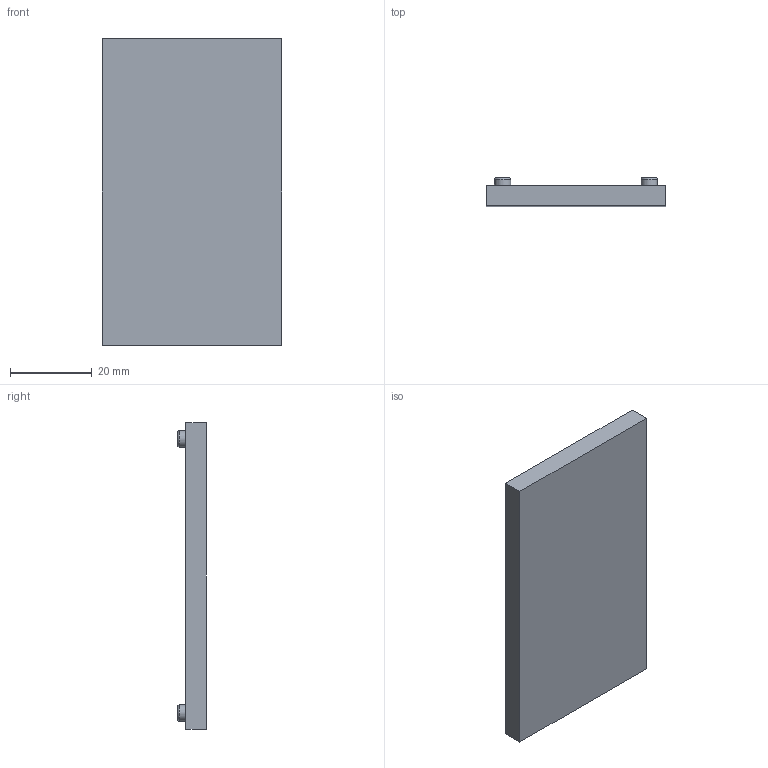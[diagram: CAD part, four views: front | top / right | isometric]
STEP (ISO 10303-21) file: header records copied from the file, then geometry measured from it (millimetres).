
FILE_DESCRIPTION(('FreeCAD Model'),'2;1');
FILE_NAME('Open CASCADE Shape Model','2025-12-04T15:55:51',(''),(''), 'Open CASCADE STEP processor 7.8','FreeCAD','Unknown');
FILE_SCHEMA(('AUTOMOTIVE_DESIGN { 1 0 10303 214 1 1 1 1 }'));
Length unit declared in the file: millimetre
Products named in the file (1): SiliconeMoulds
Bounding box: 44 x 7 x 75.25 mm (x, y, z)
Volume: 8761.9 mm3; surface area: 11855.1 mm2
Topology: 1 solids, 1 shells, 131 faces, 340 edges, 226 vertices
Faces by surface type: plane 77, cylinder 52, torus 2
Full cylindrical faces by diameter (mm): 4 x2
Entity records: 4048 total; most frequent: DIRECTION 712, CARTESIAN_POINT 698, ORIENTED_EDGE 680, EDGE_CURVE 340, AXIS2_PLACEMENT_3D 240, LINE 232, VECTOR 232, VERTEX_POINT 226
